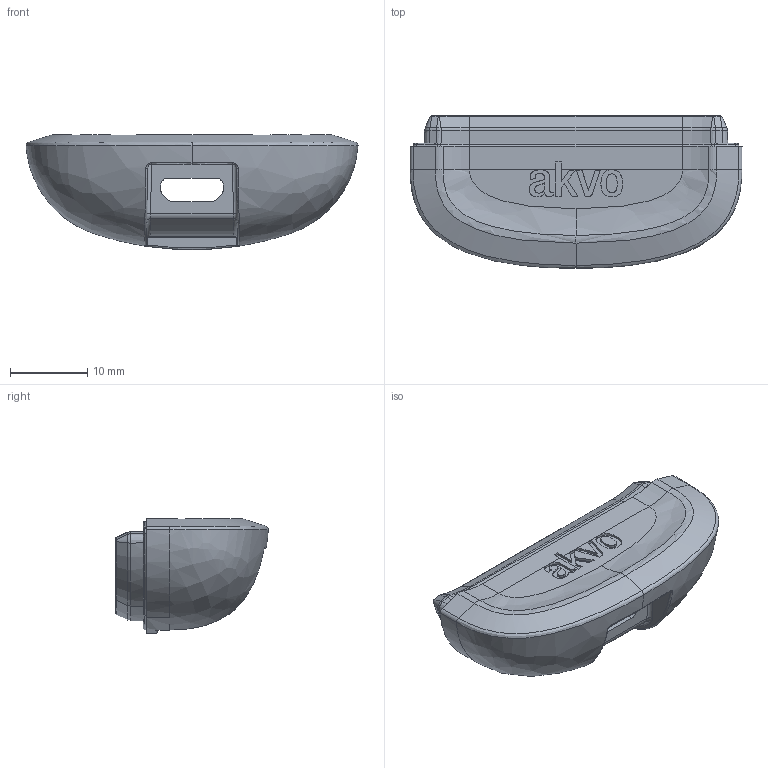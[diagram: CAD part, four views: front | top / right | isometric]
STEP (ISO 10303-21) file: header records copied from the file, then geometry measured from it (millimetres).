
FILE_DESCRIPTION (( 'STEP AP203' ), '1' );
FILE_NAME ('251001_AKVO_SUM_BottomCap_PART_00.STEP', '2016-01-08T14:30:45', ( '' ), ( '' ), 'SwSTEP 2.0', 'SolidWorks 2015', '' );
FILE_SCHEMA (( 'CONFIG_CONTROL_DESIGN' ));
Length unit declared in the file: millimetre
Products named in the file (1): 251001_AKVO_SUM_BottomCap_PART_00
Bounding box: 42.96 x 19.77 x 14.9 mm (x, y, z)
Volume: 4414.9 mm3; surface area: 3989.3 mm2
Topology: 1 solids, 1 shells, 467 faces, 1083 edges, 615 vertices
Faces by surface type: bspline 222, cylinder 105, plane 81, sphere 24, torus 20, cone 15
Entity records: 22299 total; most frequent: CARTESIAN_POINT 13539, ORIENTED_EDGE 2138, DIRECTION 1317, EDGE_CURVE 1069, VERTEX_POINT 611, AXIS2_PLACEMENT_3D 499, EDGE_LOOP 478, ADVANCED_FACE 467
